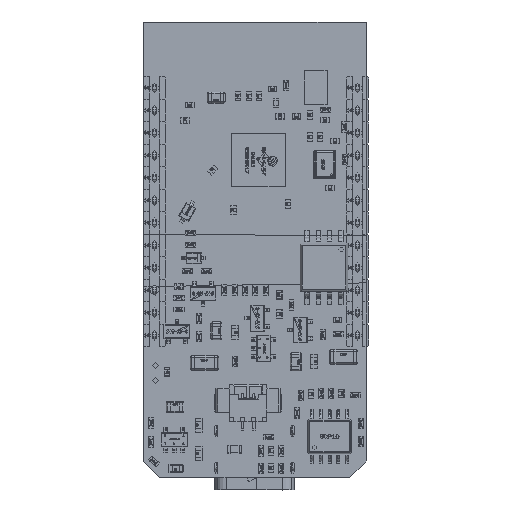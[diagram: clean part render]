
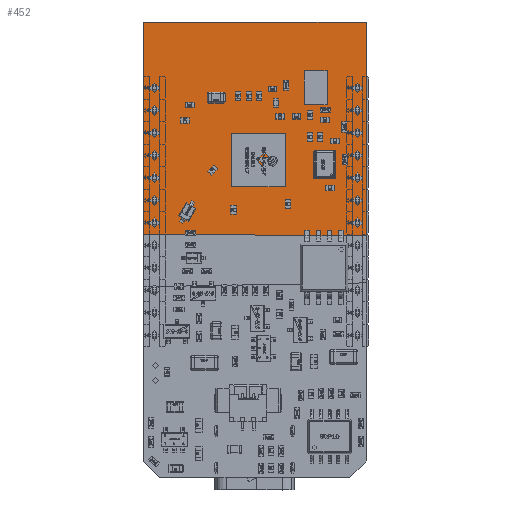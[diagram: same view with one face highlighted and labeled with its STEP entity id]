
A CAD part, top view. The second image highlights one B-rep face of the part: STEP entity #452.
In plain terms, the highlighted planar face has unit normal (0, 0, 1).
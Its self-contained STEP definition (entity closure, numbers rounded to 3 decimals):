
#452 = ADVANCED_FACE('',(#453,#503,#514,#525,#536,#547,#558,#569,#580,
    #591,#602,#613,#624,#635,#646),#657,.T.);
#453 = FACE_BOUND('',#454,.F.);
#454 = EDGE_LOOP('',(#455,#465,#473,#481,#489,#497));
#455 = ORIENTED_EDGE('',*,*,#456,.F.);
#456 = EDGE_CURVE('',#457,#459,#461,.T.);
#457 = VERTEX_POINT('',#458);
#458 = CARTESIAN_POINT('',(105.26,107.857,
    0.));
#459 = VERTEX_POINT('',#460);
#460 = CARTESIAN_POINT('',(80.135,107.857,
    0.));
#461 = LINE('',#462,#463);
#462 = CARTESIAN_POINT('',(105.26,107.857,
    0.));
#463 = VECTOR('',#464,1.);
#464 = DIRECTION('',(-1.,0.,0.));
#465 = ORIENTED_EDGE('',*,*,#466,.F.);
#466 = EDGE_CURVE('',#467,#457,#469,.T.);
#467 = VERTEX_POINT('',#468);
#468 = CARTESIAN_POINT('',(105.26,83.703,
    0.));
#469 = LINE('',#470,#471);
#470 = CARTESIAN_POINT('',(105.26,83.703,
    0.));
#471 = VECTOR('',#472,1.);
#472 = DIRECTION('',(0.,1.,0.));
#473 = ORIENTED_EDGE('',*,*,#474,.F.);
#474 = EDGE_CURVE('',#475,#467,#477,.T.);
#475 = VERTEX_POINT('',#476);
#476 = CARTESIAN_POINT('',(80.13,83.906,
    0.));
#477 = LINE('',#478,#479);
#478 = CARTESIAN_POINT('',(80.13,83.906,
    0.));
#479 = VECTOR('',#480,1.);
#480 = DIRECTION('',(1.,-0.008,0.));
#481 = ORIENTED_EDGE('',*,*,#482,.F.);
#482 = EDGE_CURVE('',#483,#475,#485,.T.);
#483 = VERTEX_POINT('',#484);
#484 = CARTESIAN_POINT('',(80.13,107.812,
    0.));
#485 = LINE('',#486,#487);
#486 = CARTESIAN_POINT('',(80.13,107.812,
    0.));
#487 = VECTOR('',#488,1.);
#488 = DIRECTION('',(0.,-1.,0.));
#489 = ORIENTED_EDGE('',*,*,#490,.F.);
#490 = EDGE_CURVE('',#491,#483,#493,.T.);
#491 = VERTEX_POINT('',#492);
#492 = CARTESIAN_POINT('',(80.11,107.832,
    0.));
#493 = LINE('',#494,#495);
#494 = CARTESIAN_POINT('',(80.11,107.832,
    0.));
#495 = VECTOR('',#496,1.);
#496 = DIRECTION('',(0.707,-0.707,0.));
#497 = ORIENTED_EDGE('',*,*,#498,.F.);
#498 = EDGE_CURVE('',#459,#491,#499,.T.);
#499 = LINE('',#500,#501);
#500 = CARTESIAN_POINT('',(80.135,107.857,
    0.));
#501 = VECTOR('',#502,1.);
#502 = DIRECTION('',(-0.707,-0.707,0.));
#503 = FACE_BOUND('',#504,.F.);
#504 = EDGE_LOOP('',(#505));
#505 = ORIENTED_EDGE('',*,*,#506,.T.);
#506 = EDGE_CURVE('',#507,#507,#509,.T.);
#507 = VERTEX_POINT('',#508);
#508 = CARTESIAN_POINT('',(81.921,100.416,
    0.));
#509 = CIRCLE('',#510,0.55);
#510 = AXIS2_PLACEMENT_3D('',#511,#512,#513);
#511 = CARTESIAN_POINT('',(81.371,100.416,
    0.));
#512 = DIRECTION('',(0.,0.,1.));
#513 = DIRECTION('',(1.,0.,0.));
#514 = FACE_BOUND('',#515,.F.);
#515 = EDGE_LOOP('',(#516));
#516 = ORIENTED_EDGE('',*,*,#517,.T.);
#517 = EDGE_CURVE('',#518,#518,#520,.T.);
#518 = VERTEX_POINT('',#519);
#519 = CARTESIAN_POINT('',(81.921,97.876,
    0.));
#520 = CIRCLE('',#521,0.55);
#521 = AXIS2_PLACEMENT_3D('',#522,#523,#524);
#522 = CARTESIAN_POINT('',(81.371,97.876,
    0.));
#523 = DIRECTION('',(0.,0.,1.));
#524 = DIRECTION('',(1.,0.,0.));
#525 = FACE_BOUND('',#526,.F.);
#526 = EDGE_LOOP('',(#527));
#527 = ORIENTED_EDGE('',*,*,#528,.T.);
#528 = EDGE_CURVE('',#529,#529,#531,.T.);
#529 = VERTEX_POINT('',#530);
#530 = CARTESIAN_POINT('',(81.921,92.796,
    0.));
#531 = CIRCLE('',#532,0.55);
#532 = AXIS2_PLACEMENT_3D('',#533,#534,#535);
#533 = CARTESIAN_POINT('',(81.371,92.796,
    0.));
#534 = DIRECTION('',(0.,0.,1.));
#535 = DIRECTION('',(1.,0.,0.));
#536 = FACE_BOUND('',#537,.F.);
#537 = EDGE_LOOP('',(#538));
#538 = ORIENTED_EDGE('',*,*,#539,.T.);
#539 = EDGE_CURVE('',#540,#540,#542,.T.);
#540 = VERTEX_POINT('',#541);
#541 = CARTESIAN_POINT('',(81.921,95.336,
    0.));
#542 = CIRCLE('',#543,0.55);
#543 = AXIS2_PLACEMENT_3D('',#544,#545,#546);
#544 = CARTESIAN_POINT('',(81.371,95.336,
    0.));
#545 = DIRECTION('',(0.,0.,1.));
#546 = DIRECTION('',(1.,0.,0.));
#547 = FACE_BOUND('',#548,.F.);
#548 = EDGE_LOOP('',(#549));
#549 = ORIENTED_EDGE('',*,*,#550,.T.);
#550 = EDGE_CURVE('',#551,#551,#553,.T.);
#551 = VERTEX_POINT('',#552);
#552 = CARTESIAN_POINT('',(81.921,85.176,
    0.));
#553 = CIRCLE('',#554,0.55);
#554 = AXIS2_PLACEMENT_3D('',#555,#556,#557);
#555 = CARTESIAN_POINT('',(81.371,85.176,
    0.));
#556 = DIRECTION('',(0.,0.,1.));
#557 = DIRECTION('',(1.,0.,0.));
#558 = FACE_BOUND('',#559,.F.);
#559 = EDGE_LOOP('',(#560));
#560 = ORIENTED_EDGE('',*,*,#561,.T.);
#561 = EDGE_CURVE('',#562,#562,#564,.T.);
#562 = VERTEX_POINT('',#563);
#563 = CARTESIAN_POINT('',(81.921,87.716,
    0.));
#564 = CIRCLE('',#565,0.55);
#565 = AXIS2_PLACEMENT_3D('',#566,#567,#568);
#566 = CARTESIAN_POINT('',(81.371,87.716,
    0.));
#567 = DIRECTION('',(0.,0.,1.));
#568 = DIRECTION('',(1.,0.,0.));
#569 = FACE_BOUND('',#570,.F.);
#570 = EDGE_LOOP('',(#571));
#571 = ORIENTED_EDGE('',*,*,#572,.T.);
#572 = EDGE_CURVE('',#573,#573,#575,.T.);
#573 = VERTEX_POINT('',#574);
#574 = CARTESIAN_POINT('',(81.921,90.256,
    0.));
#575 = CIRCLE('',#576,0.55);
#576 = AXIS2_PLACEMENT_3D('',#577,#578,#579);
#577 = CARTESIAN_POINT('',(81.371,90.256,
    0.));
#578 = DIRECTION('',(0.,0.,1.));
#579 = DIRECTION('',(1.,0.,0.));
#580 = FACE_BOUND('',#581,.F.);
#581 = EDGE_LOOP('',(#582));
#582 = ORIENTED_EDGE('',*,*,#583,.T.);
#583 = EDGE_CURVE('',#584,#584,#586,.T.);
#584 = VERTEX_POINT('',#585);
#585 = CARTESIAN_POINT('',(104.831,97.876,
    0.));
#586 = CIRCLE('',#587,0.55);
#587 = AXIS2_PLACEMENT_3D('',#588,#589,#590);
#588 = CARTESIAN_POINT('',(104.281,97.876,
    0.));
#589 = DIRECTION('',(0.,0.,1.));
#590 = DIRECTION('',(1.,0.,0.));
#591 = FACE_BOUND('',#592,.F.);
#592 = EDGE_LOOP('',(#593));
#593 = ORIENTED_EDGE('',*,*,#594,.T.);
#594 = EDGE_CURVE('',#595,#595,#597,.T.);
#595 = VERTEX_POINT('',#596);
#596 = CARTESIAN_POINT('',(104.831,95.336,
    0.));
#597 = CIRCLE('',#598,0.55);
#598 = AXIS2_PLACEMENT_3D('',#599,#600,#601);
#599 = CARTESIAN_POINT('',(104.281,95.336,
    0.));
#600 = DIRECTION('',(0.,0.,1.));
#601 = DIRECTION('',(1.,0.,0.));
#602 = FACE_BOUND('',#603,.F.);
#603 = EDGE_LOOP('',(#604));
#604 = ORIENTED_EDGE('',*,*,#605,.T.);
#605 = EDGE_CURVE('',#606,#606,#608,.T.);
#606 = VERTEX_POINT('',#607);
#607 = CARTESIAN_POINT('',(104.831,92.796,
    0.));
#608 = CIRCLE('',#609,0.55);
#609 = AXIS2_PLACEMENT_3D('',#610,#611,#612);
#610 = CARTESIAN_POINT('',(104.281,92.796,
    0.));
#611 = DIRECTION('',(0.,0.,1.));
#612 = DIRECTION('',(1.,0.,0.));
#613 = FACE_BOUND('',#614,.F.);
#614 = EDGE_LOOP('',(#615));
#615 = ORIENTED_EDGE('',*,*,#616,.T.);
#616 = EDGE_CURVE('',#617,#617,#619,.T.);
#617 = VERTEX_POINT('',#618);
#618 = CARTESIAN_POINT('',(104.831,85.176,
    0.));
#619 = CIRCLE('',#620,0.55);
#620 = AXIS2_PLACEMENT_3D('',#621,#622,#623);
#621 = CARTESIAN_POINT('',(104.281,85.176,
    0.));
#622 = DIRECTION('',(0.,0.,1.));
#623 = DIRECTION('',(1.,0.,0.));
#624 = FACE_BOUND('',#625,.F.);
#625 = EDGE_LOOP('',(#626));
#626 = ORIENTED_EDGE('',*,*,#627,.T.);
#627 = EDGE_CURVE('',#628,#628,#630,.T.);
#628 = VERTEX_POINT('',#629);
#629 = CARTESIAN_POINT('',(104.831,87.716,
    0.));
#630 = CIRCLE('',#631,0.55);
#631 = AXIS2_PLACEMENT_3D('',#632,#633,#634);
#632 = CARTESIAN_POINT('',(104.281,87.716,
    0.));
#633 = DIRECTION('',(0.,0.,1.));
#634 = DIRECTION('',(1.,0.,0.));
#635 = FACE_BOUND('',#636,.F.);
#636 = EDGE_LOOP('',(#637));
#637 = ORIENTED_EDGE('',*,*,#638,.T.);
#638 = EDGE_CURVE('',#639,#639,#641,.T.);
#639 = VERTEX_POINT('',#640);
#640 = CARTESIAN_POINT('',(104.831,90.256,
    0.));
#641 = CIRCLE('',#642,0.55);
#642 = AXIS2_PLACEMENT_3D('',#643,#644,#645);
#643 = CARTESIAN_POINT('',(104.281,90.256,
    0.));
#644 = DIRECTION('',(0.,0.,1.));
#645 = DIRECTION('',(1.,0.,0.));
#646 = FACE_BOUND('',#647,.F.);
#647 = EDGE_LOOP('',(#648));
#648 = ORIENTED_EDGE('',*,*,#649,.T.);
#649 = EDGE_CURVE('',#650,#650,#652,.T.);
#650 = VERTEX_POINT('',#651);
#651 = CARTESIAN_POINT('',(104.831,100.416,
    0.));
#652 = CIRCLE('',#653,0.55);
#653 = AXIS2_PLACEMENT_3D('',#654,#655,#656);
#654 = CARTESIAN_POINT('',(104.281,100.416,
    0.));
#655 = DIRECTION('',(0.,0.,1.));
#656 = DIRECTION('',(1.,0.,0.));
#657 = PLANE('',#658);
#658 = AXIS2_PLACEMENT_3D('',#659,#660,#661);
#659 = CARTESIAN_POINT('',(105.26,107.857,
    0.));
#660 = DIRECTION('',(0.,0.,1.));
#661 = DIRECTION('',(1.,0.,0.));
